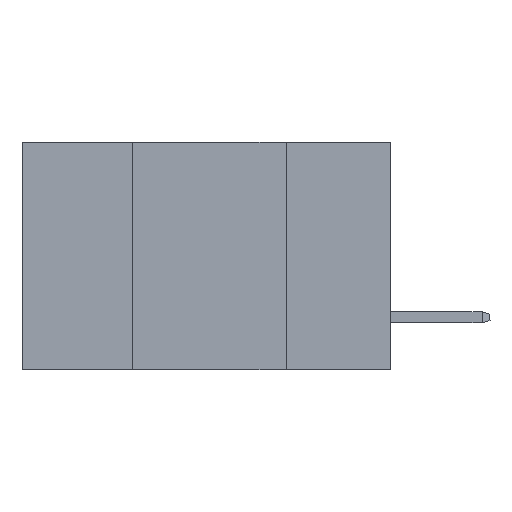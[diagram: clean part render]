
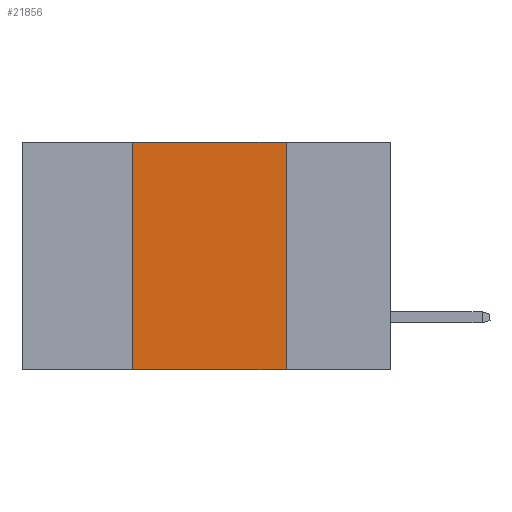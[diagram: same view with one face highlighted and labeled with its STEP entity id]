
A CAD part, left-side view. The second image highlights one B-rep face of the part: STEP entity #21856.
In plain terms, the highlighted planar face has unit normal (-1, 0, 0).
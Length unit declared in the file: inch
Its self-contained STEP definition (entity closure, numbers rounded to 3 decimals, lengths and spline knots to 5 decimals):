
#1703 = DIRECTION ( 'NONE',  ( 0., 0., 1. ) ) ;
#3042 = ORIENTED_EDGE ( 'NONE', *, *, #9551, .T. ) ;
#4365 = DIRECTION ( 'NONE',  ( 0., -1., 0. ) ) ;
#4472 = CARTESIAN_POINT ( 'NONE',  ( 0., 0.6, 0. ) ) ;
#6631 = LINE ( 'NONE', #4472, #26585 ) ;
#6995 = DIRECTION ( 'NONE',  ( 0., 0., -1. ) ) ;
#7255 = VECTOR ( 'NONE', #1703, 39.37008 ) ;
#9551 = EDGE_CURVE ( 'NONE', #29158, #31160, #20319, .T. ) ;
#10044 = ORIENTED_EDGE ( 'NONE', *, *, #22878, .F. ) ;
#11968 = VERTEX_POINT ( 'NONE', #28202 ) ;
#13099 = FACE_OUTER_BOUND ( 'NONE', #23166, .T. ) ;
#13486 = DIRECTION ( 'NONE',  ( 0., 0., -1. ) ) ;
#15899 = CARTESIAN_POINT ( 'NONE',  ( 0., 0.42, 0. ) ) ;
#16213 = VERTEX_POINT ( 'NONE', #15899 ) ;
#16246 = LINE ( 'NONE', #25154, #28381 ) ;
#16605 = EDGE_CURVE ( 'NONE', #16213, #11968, #6631, .T. ) ;
#20040 = CARTESIAN_POINT ( 'NONE',  ( 0., 0.42, 0. ) ) ;
#20319 = LINE ( 'NONE', #31033, #33138 ) ;
#20800 = CARTESIAN_POINT ( 'NONE',  ( 0., 0.6, 0. ) ) ;
#21594 = CARTESIAN_POINT ( 'NONE',  ( 0., 0.17, -0.37 ) ) ;
#21856 = ADVANCED_FACE ( 'NONE', ( #13099 ), #25953, .F. ) ;
#22737 = ORIENTED_EDGE ( 'NONE', *, *, #16605, .F. ) ;
#22878 = EDGE_CURVE ( 'NONE', #29158, #16213, #27188, .T. ) ;
#23166 = EDGE_LOOP ( 'NONE', ( #23802, #22737, #10044, #3042 ) ) ;
#23802 = ORIENTED_EDGE ( 'NONE', *, *, #27466, .F. ) ;
#25154 = CARTESIAN_POINT ( 'NONE',  ( 0., 0.17, 0. ) ) ;
#25953 = PLANE ( 'NONE',  #31964 ) ;
#26585 = VECTOR ( 'NONE', #4365, 39.37008 ) ;
#27188 = LINE ( 'NONE', #20040, #7255 ) ;
#27466 = EDGE_CURVE ( 'NONE', #11968, #31160, #16246, .T. ) ;
#28202 = CARTESIAN_POINT ( 'NONE',  ( 0., 0.17, 0. ) ) ;
#28381 = VECTOR ( 'NONE', #6995, 39.37008 ) ;
#28537 = DIRECTION ( 'NONE',  ( 1., 0., 0. ) ) ;
#29158 = VERTEX_POINT ( 'NONE', #32288 ) ;
#31033 = CARTESIAN_POINT ( 'NONE',  ( 0., 0.6, -0.37 ) ) ;
#31160 = VERTEX_POINT ( 'NONE', #21594 ) ;
#31964 = AXIS2_PLACEMENT_3D ( 'NONE', #20800, #28537, #13486 ) ;
#32288 = CARTESIAN_POINT ( 'NONE',  ( 0., 0.42, -0.37 ) ) ;
#33138 = VECTOR ( 'NONE', #33602, 39.37008 ) ;
#33602 = DIRECTION ( 'NONE',  ( 0., -1., 0. ) ) ;
